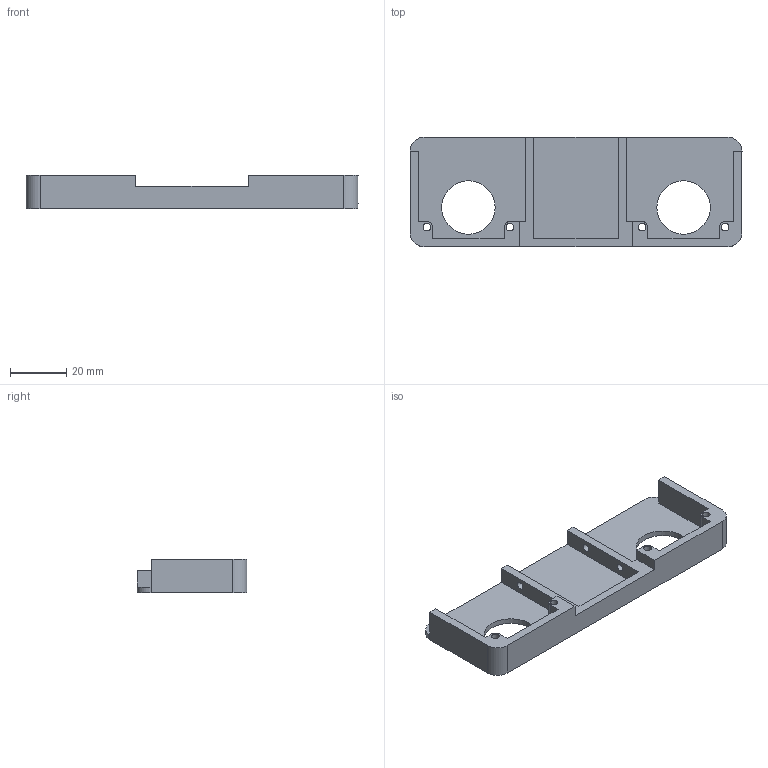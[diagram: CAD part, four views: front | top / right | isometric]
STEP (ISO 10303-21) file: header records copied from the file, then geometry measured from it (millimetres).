
FILE_DESCRIPTION(('FreeCAD Model'),'2;1');
FILE_NAME('Open CASCADE Shape Model','2022-05-27T02:28:01',('Author'),( ''),'Open CASCADE STEP processor 7.5','FreeCAD','Unknown');
FILE_SCHEMA(('AUTOMOTIVE_DESIGN { 1 0 10303 214 1 1 1 1 }'));
Length unit declared in the file: millimetre
Products named in the file (1): cam_holder
Bounding box: 118 x 39 x 12 mm (x, y, z)
Volume: 15161.8 mm3; surface area: 13540.6 mm2
Topology: 1 solids, 1 shells, 50 faces, 144 edges, 96 vertices
Faces by surface type: plane 32, cylinder 18
Full cylindrical faces by diameter (mm): 2.7 x8, 19 x2
Entity records: 3636 total; most frequent: CARTESIAN_POINT 693, DIRECTION 552, LINE 358, VECTOR 358, ORIENTED_EDGE 288, PCURVE 288, DEFINITIONAL_REPRESENTATION 288, EDGE_CURVE 144
